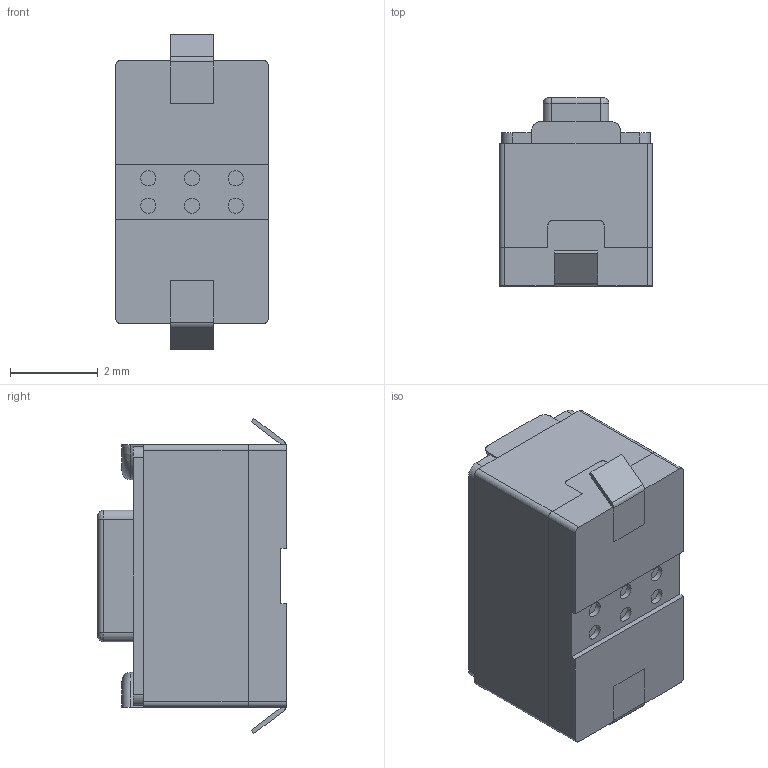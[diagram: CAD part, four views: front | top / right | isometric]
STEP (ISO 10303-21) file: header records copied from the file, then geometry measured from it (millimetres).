
FILE_DESCRIPTION(/* description */ (''),/* implementation_level */ '2;1');
FILE_NAME(/* name */ 'TL6400AFxxxQJ.stp',/* time_stamp */ '2022-07-12T09:46:52-05:00',/* author */ ('mroman'),/* organization */ (''),/* preprocessor_version */ 'ST-DEVELOPER v18.1',/* originating_system */ 'Autodesk Inventor 2020',/* authorisation */ '');
FILE_SCHEMA (('AUTOMOTIVE_DESIGN { 1 0 10303 214 3 1 1 }'));
Length unit declared in the file: millimetre
Products named in the file (1): TL6400AFxxxQJ
Bounding box: 3.5 x 4.3 x 7.2 mm (x, y, z)
Volume: 76.6 mm3; surface area: 125.8 mm2
Topology: 1 solids, 1 shells, 100 faces, 274 edges, 184 vertices
Faces by surface type: plane 58, cylinder 36, bspline 4, torus 2
Full cylindrical faces by diameter (mm): 0.35 x6
Entity records: 3293 total; most frequent: CARTESIAN_POINT 627, DIRECTION 562, ORIENTED_EDGE 548, EDGE_CURVE 274, AXIS2_PLACEMENT_3D 195, VERTEX_POINT 184, LINE 172, VECTOR 172
